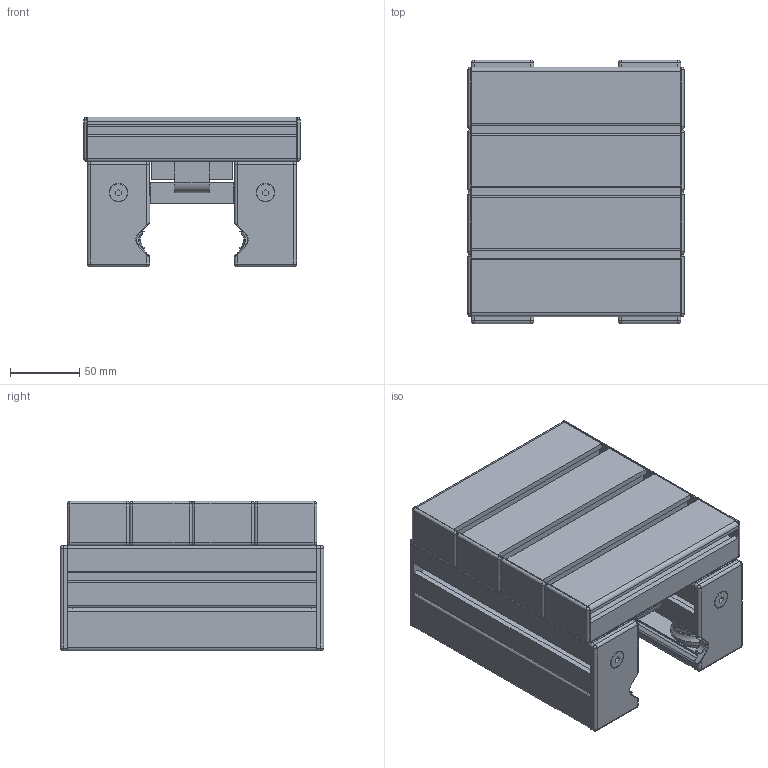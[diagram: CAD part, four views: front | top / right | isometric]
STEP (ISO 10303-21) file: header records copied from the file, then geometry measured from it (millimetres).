
FILE_DESCRIPTION(/* description */ ('Záslepka profilu'),/* implementation_level */ '2;1');
FILE_NAME(/* name */ '803245.stp',/* time_stamp */ '2013-12-16T08:01:56+01:00',/* author */ ('AlutecKK'),/* organization */ (''),/* preprocessor_version */ 'ST-DEVELOPER v15.2',/* originating_system */ 'Autodesk Inventor 2014',/* authorisation */ '');
FILE_SCHEMA (('AUTOMOTIVE_DESIGN { 1 0 10303 214 3 1 1 }'));
Length unit declared in the file: millimetre
Products named in the file (25): 223245; 321309-LV; 801204; 801205; 801231-I; 801231-II; 801231-III; 801231-IV; 801231; 801232-I; 801231-32-III; 801231-32-II; 801231-32-IV; 801232; 801235; 803245-01; 803245-02; 801845-04; Deska N16; NAP16-I; NAP16-II; NAP16; NAP16D; DIST16; 803245
Bounding box: 156 x 190 x 107.9 mm (x, y, z)
Volume: 1031137.3 mm3; surface area: 622487.3 mm2
Topology: 58 solids, 58 shells, 2164 faces, 5340 edges, 3148 vertices
Faces by surface type: plane 1088, cylinder 794, cone 114, torus 92, sphere 64, bspline 12
Full cylindrical faces by diameter (mm): 6.647 x8, 7.2 x6, 8 x10, 8.2 x4, 8.4 x4, 11.4 x4, 12 x8, 13 x6, 13.5 x6, 18 x8, 18.4 x8, 24 x8, 35 x8
Entity records: 31574 total; most frequent: CARTESIAN_POINT 7642, DIRECTION 5098, ORIENTED_EDGE 4686, EDGE_CURVE 2311, AXIS2_PLACEMENT_3D 1829, VERTEX_POINT 1485, LINE 1440, VECTOR 1440
